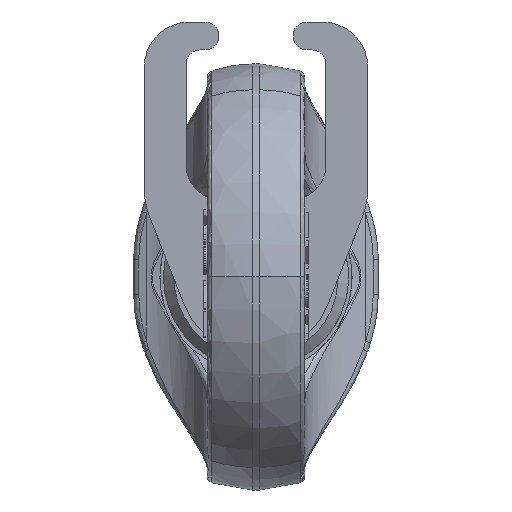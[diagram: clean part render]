
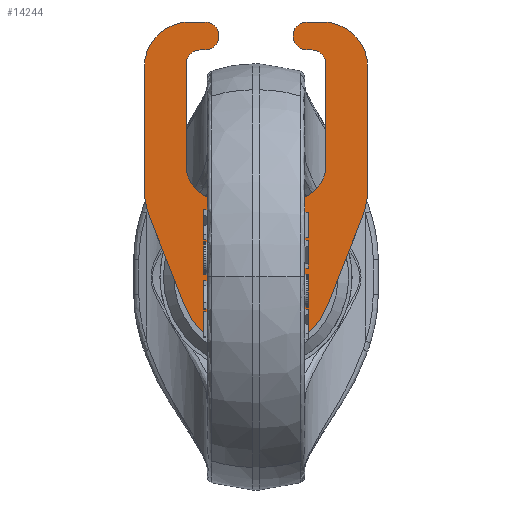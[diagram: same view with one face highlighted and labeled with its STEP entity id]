
A CAD part, top view. The second image highlights one B-rep face of the part: STEP entity #14244.
In plain terms, the highlighted planar face has unit normal (0, 0, 1).
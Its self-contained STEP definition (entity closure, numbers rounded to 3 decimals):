
#13700=CARTESIAN_POINT('Vertex',(10.,16.031,-7.)) ;
#13703=CARTESIAN_POINT('Line Origine',(10.,23.265,-7.)) ;
#13707=CARTESIAN_POINT('Vertex',(10.,30.5,-7.)) ;
#13727=CARTESIAN_POINT('Axis2P3D Location',(8.,30.5,-7.)) ;
#13731=CARTESIAN_POINT('Vertex',(8.,32.5,-7.)) ;
#13751=CARTESIAN_POINT('Line Origine',(7.65,32.5,-7.)) ;
#13755=CARTESIAN_POINT('Vertex',(7.3,32.5,-7.)) ;
#13775=CARTESIAN_POINT('Axis2P3D Location',(7.3,34.5,-7.)) ;
#13779=CARTESIAN_POINT('Vertex',(7.3,36.5,-7.)) ;
#13799=CARTESIAN_POINT('Line Origine',(8.4,36.5,-7.)) ;
#13803=CARTESIAN_POINT('Vertex',(9.5,36.5,-7.)) ;
#13823=CARTESIAN_POINT('Axis2P3D Location',(9.5,30.,-7.)) ;
#13827=CARTESIAN_POINT('Vertex',(16.,30.,-7.)) ;
#13847=CARTESIAN_POINT('Line Origine',(16.,21.325,-7.)) ;
#13851=CARTESIAN_POINT('Vertex',(16.,12.649,-7.)) ;
#13871=CARTESIAN_POINT('Axis2P3D Location',(5.,12.649,-7.)) ;
#13875=CARTESIAN_POINT('Vertex',(15.23,8.605,-7.)) ;
#13895=CARTESIAN_POINT('Line Origine',(12.73,2.281,-7.)) ;
#13899=CARTESIAN_POINT('Vertex',(10.23,-4.044,-7.)) ;
#13919=CARTESIAN_POINT('Axis2P3D Location',(0.,0.,-7.)) ;
#13923=CARTESIAN_POINT('Vertex',(-10.23,-4.044,-7.)) ;
#13943=CARTESIAN_POINT('Line Origine',(-12.73,2.281,-7.)) ;
#13947=CARTESIAN_POINT('Vertex',(-15.23,8.605,-7.)) ;
#13967=CARTESIAN_POINT('Axis2P3D Location',(-5.,12.649,-7.)) ;
#13971=CARTESIAN_POINT('Vertex',(-16.,12.649,-7.)) ;
#13991=CARTESIAN_POINT('Line Origine',(-16.,21.325,-7.)) ;
#13995=CARTESIAN_POINT('Vertex',(-16.,30.,-7.)) ;
#14015=CARTESIAN_POINT('Axis2P3D Location',(-9.5,30.,-7.)) ;
#14019=CARTESIAN_POINT('Vertex',(-9.5,36.5,-7.)) ;
#14034=CARTESIAN_POINT('Line Origine',(-8.4,36.5,-7.)) ;
#14038=CARTESIAN_POINT('Vertex',(-7.3,36.5,-7.)) ;
#14059=CARTESIAN_POINT('Control Point',(-7.3,32.5,-7.)) ;
#14060=CARTESIAN_POINT('Control Point',(-6.672,32.5,-7.)) ;
#14061=CARTESIAN_POINT('Control Point',(-6.043,32.747,-7.)) ;
#14062=CARTESIAN_POINT('Control Point',(-5.547,33.243,-7.)) ;
#14063=CARTESIAN_POINT('Control Point',(-5.053,34.5,-7.)) ;
#14064=CARTESIAN_POINT('Control Point',(-5.547,35.757,-7.)) ;
#14065=CARTESIAN_POINT('Control Point',(-6.043,36.253,-7.)) ;
#14066=CARTESIAN_POINT('Control Point',(-6.672,36.5,-7.)) ;
#14067=CARTESIAN_POINT('Control Point',(-7.3,36.5,-7.)) ;
#14068=CARTESIAN_POINT('Vertex',(-7.3,32.5,-7.)) ;
#14083=CARTESIAN_POINT('Line Origine',(-7.65,32.5,-7.)) ;
#14087=CARTESIAN_POINT('Vertex',(-8.,32.5,-7.)) ;
#14107=CARTESIAN_POINT('Axis2P3D Location',(-8.,30.5,-7.)) ;
#14111=CARTESIAN_POINT('Vertex',(-10.,30.5,-7.)) ;
#14131=CARTESIAN_POINT('Line Origine',(-10.,23.265,-7.)) ;
#14135=CARTESIAN_POINT('Vertex',(-10.,16.031,-7.)) ;
#14155=CARTESIAN_POINT('Axis2P3D Location',(-5.,16.031,-7.)) ;
#14159=CARTESIAN_POINT('Vertex',(-5.,11.031,-7.)) ;
#14179=CARTESIAN_POINT('Line Origine',(0.,11.031,-7.)) ;
#14183=CARTESIAN_POINT('Vertex',(5.,11.031,-7.)) ;
#14203=CARTESIAN_POINT('Axis2P3D Location',(5.,16.031,-7.)) ;
#14215=CARTESIAN_POINT('Axis2P3D Location',(0.,0.,-7.)) ;
#13704=DIRECTION('Vector Direction',(0.,-1.,0.)) ;
#13728=DIRECTION('Axis2P3D Direction',(0.,0.,1.)) ;
#13752=DIRECTION('Vector Direction',(1.,0.,0.)) ;
#13776=DIRECTION('Axis2P3D Direction',(0.,0.,1.)) ;
#13800=DIRECTION('Vector Direction',(-1.,0.,0.)) ;
#13824=DIRECTION('Axis2P3D Direction',(0.,0.,1.)) ;
#13848=DIRECTION('Vector Direction',(0.,1.,0.)) ;
#13872=DIRECTION('Axis2P3D Direction',(0.,0.,1.)) ;
#13896=DIRECTION('Vector Direction',(-0.368,-0.93,0.)) ;
#13920=DIRECTION('Axis2P3D Direction',(0.,0.,1.)) ;
#13944=DIRECTION('Vector Direction',(0.368,-0.93,0.)) ;
#13968=DIRECTION('Axis2P3D Direction',(0.,0.,1.)) ;
#13992=DIRECTION('Vector Direction',(0.,-1.,0.)) ;
#14016=DIRECTION('Axis2P3D Direction',(0.,0.,1.)) ;
#14035=DIRECTION('Vector Direction',(-1.,0.,0.)) ;
#14084=DIRECTION('Vector Direction',(-1.,0.,0.)) ;
#14108=DIRECTION('Axis2P3D Direction',(0.,0.,1.)) ;
#14132=DIRECTION('Vector Direction',(0.,1.,0.)) ;
#14156=DIRECTION('Axis2P3D Direction',(0.,0.,1.)) ;
#14180=DIRECTION('Vector Direction',(-1.,0.,0.)) ;
#14204=DIRECTION('Axis2P3D Direction',(0.,0.,1.)) ;
#14216=DIRECTION('Axis2P3D Direction',(0.,0.,1.)) ;
#14217=DIRECTION('Axis2P3D XDirection',(0.,-1.,0.)) ;
#13729=AXIS2_PLACEMENT_3D('Circle Axis2P3D',#13727,#13728,$) ;
#13777=AXIS2_PLACEMENT_3D('Circle Axis2P3D',#13775,#13776,$) ;
#13825=AXIS2_PLACEMENT_3D('Circle Axis2P3D',#13823,#13824,$) ;
#13873=AXIS2_PLACEMENT_3D('Circle Axis2P3D',#13871,#13872,$) ;
#13921=AXIS2_PLACEMENT_3D('Circle Axis2P3D',#13919,#13920,$) ;
#13969=AXIS2_PLACEMENT_3D('Circle Axis2P3D',#13967,#13968,$) ;
#14017=AXIS2_PLACEMENT_3D('Circle Axis2P3D',#14015,#14016,$) ;
#14109=AXIS2_PLACEMENT_3D('Circle Axis2P3D',#14107,#14108,$) ;
#14157=AXIS2_PLACEMENT_3D('Circle Axis2P3D',#14155,#14156,$) ;
#14205=AXIS2_PLACEMENT_3D('Circle Axis2P3D',#14203,#14204,$) ;
#14218=AXIS2_PLACEMENT_3D('Plane Axis2P3D',#14215,#14216,#14217) ;
#14221=ORIENTED_EDGE('',*,*,#14185,.T.) ;
#14222=ORIENTED_EDGE('',*,*,#14161,.T.) ;
#14223=ORIENTED_EDGE('',*,*,#14137,.T.) ;
#14224=ORIENTED_EDGE('',*,*,#14113,.T.) ;
#14225=ORIENTED_EDGE('',*,*,#14089,.T.) ;
#14226=ORIENTED_EDGE('',*,*,#14070,.T.) ;
#14227=ORIENTED_EDGE('',*,*,#14040,.T.) ;
#14228=ORIENTED_EDGE('',*,*,#14021,.T.) ;
#14229=ORIENTED_EDGE('',*,*,#13997,.T.) ;
#14230=ORIENTED_EDGE('',*,*,#13973,.T.) ;
#14231=ORIENTED_EDGE('',*,*,#13949,.T.) ;
#14232=ORIENTED_EDGE('',*,*,#13925,.T.) ;
#14233=ORIENTED_EDGE('',*,*,#13901,.T.) ;
#14234=ORIENTED_EDGE('',*,*,#13877,.T.) ;
#14235=ORIENTED_EDGE('',*,*,#13853,.T.) ;
#14236=ORIENTED_EDGE('',*,*,#13829,.T.) ;
#14237=ORIENTED_EDGE('',*,*,#13805,.T.) ;
#14238=ORIENTED_EDGE('',*,*,#13781,.T.) ;
#14239=ORIENTED_EDGE('',*,*,#13757,.T.) ;
#14240=ORIENTED_EDGE('',*,*,#13733,.T.) ;
#14241=ORIENTED_EDGE('',*,*,#13709,.T.) ;
#14242=ORIENTED_EDGE('',*,*,#14207,.T.) ;
#13705=VECTOR('Line Direction',#13704,1.) ;
#13753=VECTOR('Line Direction',#13752,1.) ;
#13801=VECTOR('Line Direction',#13800,1.) ;
#13849=VECTOR('Line Direction',#13848,1.) ;
#13897=VECTOR('Line Direction',#13896,1.) ;
#13945=VECTOR('Line Direction',#13944,1.) ;
#13993=VECTOR('Line Direction',#13992,1.) ;
#14036=VECTOR('Line Direction',#14035,1.) ;
#14085=VECTOR('Line Direction',#14084,1.) ;
#14133=VECTOR('Line Direction',#14132,1.) ;
#14181=VECTOR('Line Direction',#14180,1.) ;
#14244=ADVANCED_FACE('\X2\52A05DE55716\X0\(\X2\522A966493105EA6\X0\)',(#14243),#14219,.T.) ;
#14058=B_SPLINE_CURVE_WITH_KNOTS('',5,(#14059,#14060,#14061,#14062,#14063,#14064,#14065,#14066,#14067),.UNSPECIFIED.,.F.,.U.,(6,3,6),(-3.142,0.,3.142),.UNSPECIFIED.) ;
#13730=CIRCLE('generated circle',#13729,2.) ;
#13778=CIRCLE('generated circle',#13777,2.) ;
#13826=CIRCLE('generated circle',#13825,6.5) ;
#13874=CIRCLE('generated circle',#13873,11.) ;
#13922=CIRCLE('generated circle',#13921,11.) ;
#13970=CIRCLE('generated circle',#13969,11.) ;
#14018=CIRCLE('generated circle',#14017,6.5) ;
#14110=CIRCLE('generated circle',#14109,2.) ;
#14158=CIRCLE('generated circle',#14157,5.) ;
#14206=CIRCLE('generated circle',#14205,5.) ;
#13709=EDGE_CURVE('',#13708,#13701,#13706,.T.) ;
#13733=EDGE_CURVE('',#13732,#13708,#13730,.F.) ;
#13757=EDGE_CURVE('',#13756,#13732,#13754,.T.) ;
#13781=EDGE_CURVE('',#13780,#13756,#13778,.T.) ;
#13805=EDGE_CURVE('',#13804,#13780,#13802,.T.) ;
#13829=EDGE_CURVE('',#13828,#13804,#13826,.T.) ;
#13853=EDGE_CURVE('',#13852,#13828,#13850,.T.) ;
#13877=EDGE_CURVE('',#13876,#13852,#13874,.T.) ;
#13901=EDGE_CURVE('',#13900,#13876,#13898,.F.) ;
#13925=EDGE_CURVE('',#13924,#13900,#13922,.T.) ;
#13949=EDGE_CURVE('',#13948,#13924,#13946,.T.) ;
#13973=EDGE_CURVE('',#13972,#13948,#13970,.T.) ;
#13997=EDGE_CURVE('',#13996,#13972,#13994,.T.) ;
#14021=EDGE_CURVE('',#14020,#13996,#14018,.T.) ;
#14040=EDGE_CURVE('',#14039,#14020,#14037,.T.) ;
#14070=EDGE_CURVE('',#14069,#14039,#14058,.T.) ;
#14089=EDGE_CURVE('',#14088,#14069,#14086,.F.) ;
#14113=EDGE_CURVE('',#14112,#14088,#14110,.F.) ;
#14137=EDGE_CURVE('',#14136,#14112,#14134,.T.) ;
#14161=EDGE_CURVE('',#14160,#14136,#14158,.F.) ;
#14185=EDGE_CURVE('',#14184,#14160,#14182,.T.) ;
#14207=EDGE_CURVE('',#13701,#14184,#14206,.F.) ;
#14220=EDGE_LOOP('',(#14221,#14222,#14223,#14224,#14225,#14226,#14227,#14228,#14229,#14230,#14231,#14232,#14233,#14234,#14235,#14236,#14237,#14238,#14239,#14240,#14241,#14242)) ;
#14243=FACE_OUTER_BOUND('',#14220,.T.) ;
#13706=LINE('Line',#13703,#13705) ;
#13754=LINE('Line',#13751,#13753) ;
#13802=LINE('Line',#13799,#13801) ;
#13850=LINE('Line',#13847,#13849) ;
#13898=LINE('Line',#13895,#13897) ;
#13946=LINE('Line',#13943,#13945) ;
#13994=LINE('Line',#13991,#13993) ;
#14037=LINE('Line',#14034,#14036) ;
#14086=LINE('Line',#14083,#14085) ;
#14134=LINE('Line',#14131,#14133) ;
#14182=LINE('Line',#14179,#14181) ;
#14219=PLANE('',#14218) ;
#13701=VERTEX_POINT('',#13700) ;
#13708=VERTEX_POINT('',#13707) ;
#13732=VERTEX_POINT('',#13731) ;
#13756=VERTEX_POINT('',#13755) ;
#13780=VERTEX_POINT('',#13779) ;
#13804=VERTEX_POINT('',#13803) ;
#13828=VERTEX_POINT('',#13827) ;
#13852=VERTEX_POINT('',#13851) ;
#13876=VERTEX_POINT('',#13875) ;
#13900=VERTEX_POINT('',#13899) ;
#13924=VERTEX_POINT('',#13923) ;
#13948=VERTEX_POINT('',#13947) ;
#13972=VERTEX_POINT('',#13971) ;
#13996=VERTEX_POINT('',#13995) ;
#14020=VERTEX_POINT('',#14019) ;
#14039=VERTEX_POINT('',#14038) ;
#14069=VERTEX_POINT('',#14068) ;
#14088=VERTEX_POINT('',#14087) ;
#14112=VERTEX_POINT('',#14111) ;
#14136=VERTEX_POINT('',#14135) ;
#14160=VERTEX_POINT('',#14159) ;
#14184=VERTEX_POINT('',#14183) ;
